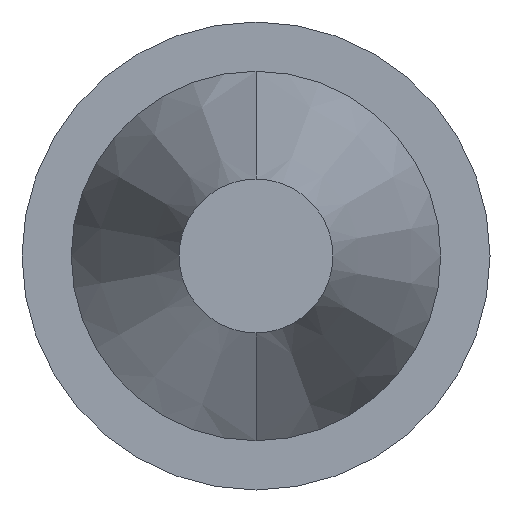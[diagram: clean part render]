
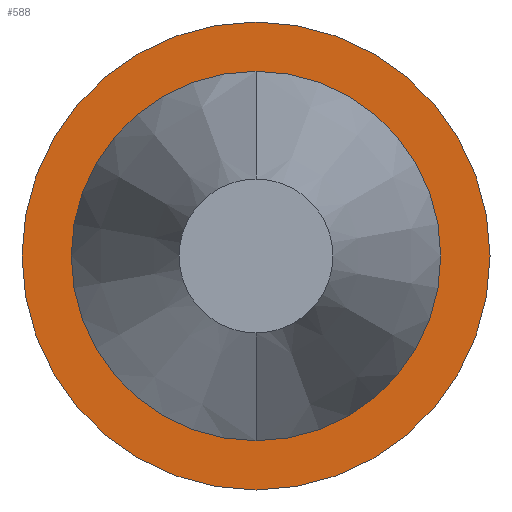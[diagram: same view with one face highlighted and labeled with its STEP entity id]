
A CAD part, front view. The second image highlights one B-rep face of the part: STEP entity #588.
In plain terms, the highlighted planar face has unit normal (0, -1, 0).
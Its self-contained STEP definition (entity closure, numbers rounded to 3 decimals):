
#11 = CARTESIAN_POINT ( 'NONE',  ( 0., 0., 0. ) ) ;
#114 = CARTESIAN_POINT ( 'NONE',  ( 0., 0., -3.8 ) ) ;
#204 = FACE_BOUND ( 'NONE', #1484, .T. ) ;
#215 = ORIENTED_EDGE ( 'NONE', *, *, #440, .T. ) ;
#259 = AXIS2_PLACEMENT_3D ( 'NONE', #1327, #794, #1192 ) ;
#292 = EDGE_LOOP ( 'NONE', ( #1771, #951 ) ) ;
#297 = AXIS2_PLACEMENT_3D ( 'NONE', #388, #1482, #1210 ) ;
#388 = CARTESIAN_POINT ( 'NONE',  ( 0., 0., 0. ) ) ;
#399 = DIRECTION ( 'NONE',  ( 0., 0., 1. ) ) ;
#440 = EDGE_CURVE ( 'NONE', #630, #722, #614, .T. ) ;
#522 = CIRCLE ( 'NONE', #1491, 3.8 ) ;
#588 = ADVANCED_FACE ( 'NONE', ( #204, #1170 ), #1623, .F. ) ;
#602 = ORIENTED_EDGE ( 'NONE', *, *, #632, .T. ) ;
#614 = CIRCLE ( 'NONE', #259, 2. ) ;
#630 = VERTEX_POINT ( 'NONE', #1101 ) ;
#632 = EDGE_CURVE ( 'NONE', #722, #630, #1437, .T. ) ;
#707 = EDGE_CURVE ( 'NONE', #998, #1463, #522, .T. ) ;
#722 = VERTEX_POINT ( 'NONE', #1124 ) ;
#723 = DIRECTION ( 'NONE',  ( 0., 0., 1. ) ) ;
#794 = DIRECTION ( 'NONE',  ( 0., 1., 0. ) ) ;
#819 = DIRECTION ( 'NONE',  ( 0., 1., 0. ) ) ;
#951 = ORIENTED_EDGE ( 'NONE', *, *, #1553, .F. ) ;
#963 = DIRECTION ( 'NONE',  ( 0., 1., 0. ) ) ;
#998 = VERTEX_POINT ( 'NONE', #114 ) ;
#1101 = CARTESIAN_POINT ( 'NONE',  ( 0., 0., -2. ) ) ;
#1124 = CARTESIAN_POINT ( 'NONE',  ( 0., 0., 2. ) ) ;
#1126 = AXIS2_PLACEMENT_3D ( 'NONE', #1629, #819, #1611 ) ;
#1170 = FACE_OUTER_BOUND ( 'NONE', #292, .T. ) ;
#1192 = DIRECTION ( 'NONE',  ( 0., 0., 1. ) ) ;
#1201 = CARTESIAN_POINT ( 'NONE',  ( 0., 0., 3.8 ) ) ;
#1210 = DIRECTION ( 'NONE',  ( 0., 0., 1. ) ) ;
#1327 = CARTESIAN_POINT ( 'NONE',  ( 0., 0., 0. ) ) ;
#1392 = CIRCLE ( 'NONE', #1549, 3.8 ) ;
#1396 = CARTESIAN_POINT ( 'NONE',  ( 0., 0., 0. ) ) ;
#1437 = CIRCLE ( 'NONE', #1126, 2. ) ;
#1463 = VERTEX_POINT ( 'NONE', #1201 ) ;
#1482 = DIRECTION ( 'NONE',  ( 0., 1., 0. ) ) ;
#1484 = EDGE_LOOP ( 'NONE', ( #602, #215 ) ) ;
#1491 = AXIS2_PLACEMENT_3D ( 'NONE', #1396, #1530, #723 ) ;
#1530 = DIRECTION ( 'NONE',  ( 0., 1., 0. ) ) ;
#1549 = AXIS2_PLACEMENT_3D ( 'NONE', #11, #963, #399 ) ;
#1553 = EDGE_CURVE ( 'NONE', #1463, #998, #1392, .T. ) ;
#1611 = DIRECTION ( 'NONE',  ( 0., 0., 1. ) ) ;
#1623 = PLANE ( 'NONE',  #297 ) ;
#1629 = CARTESIAN_POINT ( 'NONE',  ( 0., 0., 0. ) ) ;
#1771 = ORIENTED_EDGE ( 'NONE', *, *, #707, .F. ) ;
